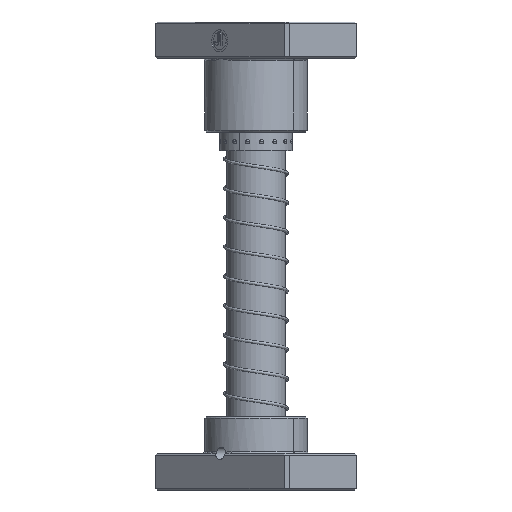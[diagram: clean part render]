
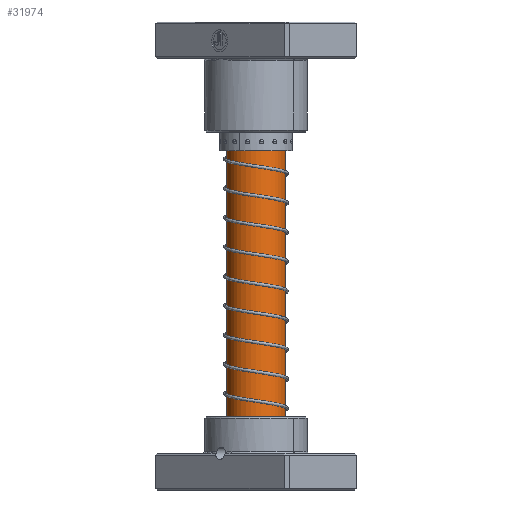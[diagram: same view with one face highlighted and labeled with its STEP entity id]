
A CAD part, front view. The second image highlights one B-rep face of the part: STEP entity #31974.
In plain terms, the highlighted cylindrical face has radius 16 mm (diameter 32 mm), a partial arc.
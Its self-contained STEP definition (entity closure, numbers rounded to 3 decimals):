
#1388 = ORIENTED_EDGE ( 'NONE', *, *, #35386, .F. ) ;
#4770 = DIRECTION ( 'NONE',  ( 0., 0., -1. ) ) ;
#5279 = EDGE_LOOP ( 'NONE', ( #23982, #26775, #29389, #1388 ) ) ;
#5559 = VERTEX_POINT ( 'NONE', #35912 ) ;
#6093 = AXIS2_PLACEMENT_3D ( 'NONE', #39860, #8926, #29451 ) ;
#8926 = DIRECTION ( 'NONE',  ( 0., 0., -1. ) ) ;
#9122 = CARTESIAN_POINT ( 'NONE',  ( 16., 0., 220. ) ) ;
#9328 = AXIS2_PLACEMENT_3D ( 'NONE', #37123, #16403, #40573 ) ;
#13420 = CARTESIAN_POINT ( 'NONE',  ( 0., 0., 24.25 ) ) ;
#14214 = CARTESIAN_POINT ( 'NONE',  ( -16., 0., 217. ) ) ;
#15371 = CARTESIAN_POINT ( 'NONE',  ( -16., 0., 24.25 ) ) ;
#15951 = CARTESIAN_POINT ( 'NONE',  ( 16., 0., 217. ) ) ;
#16403 = DIRECTION ( 'NONE',  ( 0., 0., -1. ) ) ;
#16897 = CYLINDRICAL_SURFACE ( 'NONE', #6093, 16. ) ;
#16914 = DIRECTION ( 'NONE',  ( -1., 0., 0. ) ) ;
#17438 = EDGE_CURVE ( 'NONE', #26489, #5559, #27055, .T. ) ;
#19615 = AXIS2_PLACEMENT_3D ( 'NONE', #13420, #37635, #16914 ) ;
#22031 = CIRCLE ( 'NONE', #19615, 16. ) ;
#23371 = VECTOR ( 'NONE', #4770, 1000. ) ;
#23400 = VERTEX_POINT ( 'NONE', #14214 ) ;
#23982 = ORIENTED_EDGE ( 'NONE', *, *, #17438, .F. ) ;
#24975 = CIRCLE ( 'NONE', #9328, 16. ) ;
#26489 = VERTEX_POINT ( 'NONE', #15951 ) ;
#26775 = ORIENTED_EDGE ( 'NONE', *, *, #33499, .T. ) ;
#27055 = LINE ( 'NONE', #9122, #35132 ) ;
#28929 = CARTESIAN_POINT ( 'NONE',  ( -16., 0., 220. ) ) ;
#29389 = ORIENTED_EDGE ( 'NONE', *, *, #42917, .T. ) ;
#29451 = DIRECTION ( 'NONE',  ( -1., 0., 0. ) ) ;
#29955 = DIRECTION ( 'NONE',  ( 0., 0., -1. ) ) ;
#31974 = ADVANCED_FACE ( 'NONE', ( #36377 ), #16897, .T. ) ;
#32625 = VERTEX_POINT ( 'NONE', #15371 ) ;
#33499 = EDGE_CURVE ( 'NONE', #26489, #23400, #24975, .T. ) ;
#35132 = VECTOR ( 'NONE', #29955, 1000. ) ;
#35386 = EDGE_CURVE ( 'NONE', #5559, #32625, #22031, .T. ) ;
#35912 = CARTESIAN_POINT ( 'NONE',  ( 16., 0., 24.25 ) ) ;
#36377 = FACE_OUTER_BOUND ( 'NONE', #5279, .T. ) ;
#37123 = CARTESIAN_POINT ( 'NONE',  ( 0., 0., 217. ) ) ;
#37635 = DIRECTION ( 'NONE',  ( 0., 0., -1. ) ) ;
#39860 = CARTESIAN_POINT ( 'NONE',  ( 0., 0., 220. ) ) ;
#40573 = DIRECTION ( 'NONE',  ( 1., 0., 0. ) ) ;
#40640 = LINE ( 'NONE', #28929, #23371 ) ;
#42917 = EDGE_CURVE ( 'NONE', #23400, #32625, #40640, .T. ) ;
